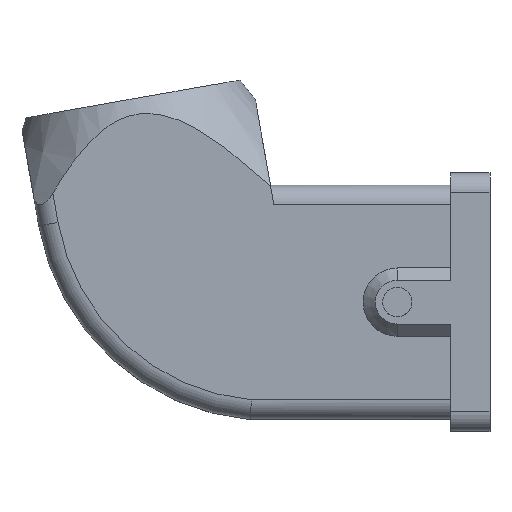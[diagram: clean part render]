
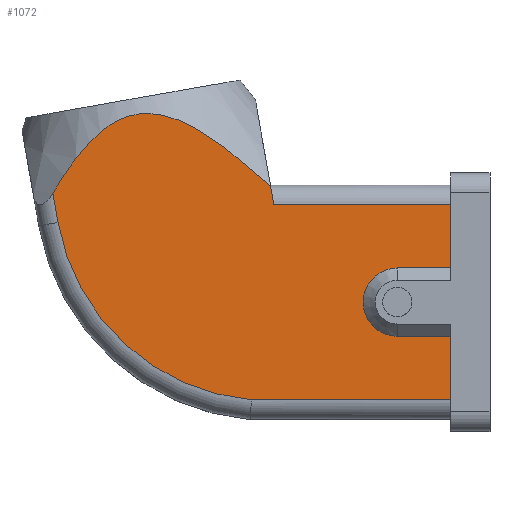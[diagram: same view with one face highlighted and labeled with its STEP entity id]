
A CAD part, top view. The second image highlights one B-rep face of the part: STEP entity #1072.
In plain terms, the highlighted planar face has unit normal (0, 0, 1).
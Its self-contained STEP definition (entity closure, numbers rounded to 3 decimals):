
#21 = CARTESIAN_POINT ( 'NONE',  ( 44., 22., 24. ) ) ;
#22 = CARTESIAN_POINT ( 'NONE',  ( 44., 15.5, 24. ) ) ;
#33 = CARTESIAN_POINT ( 'NONE',  ( 44., 8.5, 24. ) ) ;
#34 = CARTESIAN_POINT ( 'NONE',  ( 44., 2., 24. ) ) ;
#49 = CARTESIAN_POINT ( 'NONE',  ( 38.5, 15.5, 24. ) ) ;
#50 = CARTESIAN_POINT ( 'NONE',  ( 38.5, 8.5, 24. ) ) ;
#51 = CARTESIAN_POINT ( 'NONE',  ( 25.853, 22., 24. ) ) ;
#52 = CARTESIAN_POINT ( 'NONE',  ( 25.519, 23.895, 24. ) ) ;
#53 = CARTESIAN_POINT ( 'NONE',  ( 25.482, 23.888, 24. ) ) ;
#54 = CARTESIAN_POINT ( 'NONE',  ( 3.215, 23.162, 24. ) ) ;
#55 = CARTESIAN_POINT ( 'NONE',  ( 3.744, 20.164, 24. ) ) ;
#56 = CARTESIAN_POINT ( 'NONE',  ( 23.575, 1.992, 24. ) ) ;
#172 = VERTEX_POINT ( 'NONE', #21 ) ;
#173 = VERTEX_POINT ( 'NONE', #22 ) ;
#184 = VERTEX_POINT ( 'NONE', #33 ) ;
#185 = VERTEX_POINT ( 'NONE', #34 ) ;
#200 = VERTEX_POINT ( 'NONE', #49 ) ;
#201 = VERTEX_POINT ( 'NONE', #50 ) ;
#202 = VERTEX_POINT ( 'NONE', #51 ) ;
#203 = VERTEX_POINT ( 'NONE', #52 ) ;
#204 = VERTEX_POINT ( 'NONE', #53 ) ;
#205 = VERTEX_POINT ( 'NONE', #54 ) ;
#206 = VERTEX_POINT ( 'NONE', #55 ) ;
#207 = VERTEX_POINT ( 'NONE', #56 ) ;
#269 = EDGE_LOOP ( 'NONE', ( #2091, #2095, #2094, #2096, #2098, #2097, #2099, #2100, #2101, #2102, #2103, #2104 ) ) ;
#366 = VECTOR ( 'NONE', #856, 1000. ) ;
#390 = AXIS2_PLACEMENT_3D ( 'NONE', #930, #931, #932 ) ;
#424 = CIRCLE ( 'NONE', #433, 22.092 ) ;
#425 = VECTOR ( 'NONE', #1034, 1000. ) ;
#426 = CIRCLE ( 'NONE', #427, 3.5 ) ;
#427 = AXIS2_PLACEMENT_3D ( 'NONE', #1035, #1036, #1037 ) ;
#429 = VECTOR ( 'NONE', #1039, 1000. ) ;
#430 = VECTOR ( 'NONE', #1041, 1000. ) ;
#431 = VECTOR ( 'NONE', #1144, 1000. ) ;
#432 = VECTOR ( 'NONE', #1178, 1000. ) ;
#433 = AXIS2_PLACEMENT_3D ( 'NONE', #1179, #1180, #1181 ) ;
#434 = VECTOR ( 'NONE', #1183, 1000. ) ;
#435 = VECTOR ( 'NONE', #1185, 1000. ) ;
#669 = LINE ( 'NONE', #855, #366 ) ;
#694 = FACE_OUTER_BOUND ( 'NONE', #269, .T. ) ;
#711 = LINE ( 'NONE', #1033, #425 ) ;
#723 = LINE ( 'NONE', #1038, #429 ) ;
#724 = LINE ( 'NONE', #1040, #430 ) ;
#725 = LINE ( 'NONE', #1143, #431 ) ;
#726 = LINE ( 'NONE', #1177, #432 ) ;
#727 = LINE ( 'NONE', #1182, #434 ) ;
#728 = LINE ( 'NONE', #1184, #435 ) ;
#855 = CARTESIAN_POINT ( 'NONE',  ( 44., 0., 24. ) ) ;
#856 = DIRECTION ( 'NONE',  ( 0., 1., 0. ) ) ;
#929 = PLANE ( 'NONE',  #390 ) ;
#930 = CARTESIAN_POINT ( 'NONE',  ( 25.5, 24., 24. ) ) ;
#931 = DIRECTION ( 'NONE',  ( 0., 0., 1. ) ) ;
#932 = DIRECTION ( 'NONE',  ( 1., 0., 0. ) ) ;
#1033 = CARTESIAN_POINT ( 'NONE',  ( 44., 15.5, 24. ) ) ;
#1034 = DIRECTION ( 'NONE',  ( -1., 0., 0. ) ) ;
#1035 = CARTESIAN_POINT ( 'NONE',  ( 38.5, 12., 24. ) ) ;
#1036 = DIRECTION ( 'NONE',  ( 0., 0., 1. ) ) ;
#1037 = DIRECTION ( 'NONE',  ( 1., 0., 0. ) ) ;
#1038 = CARTESIAN_POINT ( 'NONE',  ( 25.5, 22., 24. ) ) ;
#1039 = DIRECTION ( 'NONE',  ( -1., 0., 0. ) ) ;
#1040 = CARTESIAN_POINT ( 'NONE',  ( 25.5, 24., 24. ) ) ;
#1041 = DIRECTION ( 'NONE',  ( -0.174, 0.985, 0. ) ) ;
#1045 = EDGE_CURVE ( 'NONE', #185, #184, #669, .T. ) ;
#1072 = ADVANCED_FACE ( 'NONE', ( #694 ), #929, .T. ) ;
#1098 = EDGE_CURVE ( 'NONE', #173, #200, #711, .T. ) ;
#1099 = EDGE_CURVE ( 'NONE', #200, #201, #426, .T. ) ;
#1100 = EDGE_CURVE ( 'NONE', #172, #202, #723, .T. ) ;
#1101 = EDGE_CURVE ( 'NONE', #202, #203, #724, .T. ) ;
#1102 = EDGE_CURVE ( 'NONE', #203, #204, #725, .T. ) ;
#1103 = EDGE_CURVE ( 'NONE', #204, #205, #2352, .T. ) ;
#1104 = EDGE_CURVE ( 'NONE', #205, #206, #726, .T. ) ;
#1105 = EDGE_CURVE ( 'NONE', #206, #207, #424, .T. ) ;
#1106 = EDGE_CURVE ( 'NONE', #207, #185, #727, .T. ) ;
#1107 = EDGE_CURVE ( 'NONE', #201, #184, #728, .T. ) ;
#1143 = CARTESIAN_POINT ( 'NONE',  ( 25.519, 23.895, 24. ) ) ;
#1144 = DIRECTION ( 'NONE',  ( -0.985, -0.174, 0. ) ) ;
#1145 = CARTESIAN_POINT ( 'NONE',  ( 25.482, 23.888, 24. ) ) ;
#1146 = CARTESIAN_POINT ( 'NONE',  ( 24.628, 24.686, 24. ) ) ;
#1147 = CARTESIAN_POINT ( 'NONE',  ( 23.757, 25.47, 24. ) ) ;
#1148 = CARTESIAN_POINT ( 'NONE',  ( 21.973, 26.976, 24. ) ) ;
#1149 = CARTESIAN_POINT ( 'NONE',  ( 21.061, 27.699, 24. ) ) ;
#1150 = CARTESIAN_POINT ( 'NONE',  ( 19.637, 28.709, 24. ) ) ;
#1151 = CARTESIAN_POINT ( 'NONE',  ( 19.153, 29.032, 24. ) ) ;
#1152 = CARTESIAN_POINT ( 'NONE',  ( 18.159, 29.643, 24. ) ) ;
#1153 = CARTESIAN_POINT ( 'NONE',  ( 17.65, 29.93, 24. ) ) ;
#1154 = CARTESIAN_POINT ( 'NONE',  ( 16.592, 30.451, 24. ) ) ;
#1155 = CARTESIAN_POINT ( 'NONE',  ( 16.047, 30.683, 24. ) ) ;
#1156 = CARTESIAN_POINT ( 'NONE',  ( 14.935, 31.054, 24. ) ) ;
#1157 = CARTESIAN_POINT ( 'NONE',  ( 14.365, 31.195, 24. ) ) ;
#1158 = CARTESIAN_POINT ( 'NONE',  ( 13.185, 31.346, 24. ) ) ;
#1159 = CARTESIAN_POINT ( 'NONE',  ( 12.599, 31.351, 24. ) ) ;
#1160 = CARTESIAN_POINT ( 'NONE',  ( 11.723, 31.239, 24. ) ) ;
#1161 = CARTESIAN_POINT ( 'NONE',  ( 11.43, 31.18, 24. ) ) ;
#1162 = CARTESIAN_POINT ( 'NONE',  ( 10.859, 31.025, 24. ) ) ;
#1163 = CARTESIAN_POINT ( 'NONE',  ( 10.581, 30.929, 24. ) ) ;
#1164 = CARTESIAN_POINT ( 'NONE',  ( 10.039, 30.703, 24. ) ) ;
#1165 = CARTESIAN_POINT ( 'NONE',  ( 9.775, 30.573, 24. ) ) ;
#1166 = CARTESIAN_POINT ( 'NONE',  ( 9.26, 30.283, 24. ) ) ;
#1167 = CARTESIAN_POINT ( 'NONE',  ( 9.008, 30.123, 24. ) ) ;
#1168 = CARTESIAN_POINT ( 'NONE',  ( 8.285, 29.614, 24. ) ) ;
#1169 = CARTESIAN_POINT ( 'NONE',  ( 7.836, 29.233, 24. ) ) ;
#1170 = CARTESIAN_POINT ( 'NONE',  ( 6.987, 28.414, 24. ) ) ;
#1171 = CARTESIAN_POINT ( 'NONE',  ( 6.587, 27.976, 24. ) ) ;
#1172 = CARTESIAN_POINT ( 'NONE',  ( 5.83, 27.074, 24. ) ) ;
#1173 = CARTESIAN_POINT ( 'NONE',  ( 5.472, 26.607, 24. ) ) ;
#1174 = CARTESIAN_POINT ( 'NONE',  ( 4.442, 25.176, 24. ) ) ;
#1175 = CARTESIAN_POINT ( 'NONE',  ( 3.811, 24.177, 24. ) ) ;
#1176 = CARTESIAN_POINT ( 'NONE',  ( 3.215, 23.162, 24. ) ) ;
#1177 = CARTESIAN_POINT ( 'NONE',  ( 3.744, 20.164, 24. ) ) ;
#1178 = DIRECTION ( 'NONE',  ( 0.174, -0.985, 0. ) ) ;
#1179 = CARTESIAN_POINT ( 'NONE',  ( 25.5, 24., 24. ) ) ;
#1180 = DIRECTION ( 'NONE',  ( 0., 0., 1. ) ) ;
#1181 = DIRECTION ( 'NONE',  ( 1., 0., 0. ) ) ;
#1182 = CARTESIAN_POINT ( 'NONE',  ( 23.4, 2., 24. ) ) ;
#1183 = DIRECTION ( 'NONE',  ( 1., 0., 0. ) ) ;
#1184 = CARTESIAN_POINT ( 'NONE',  ( 44., 8.5, 24. ) ) ;
#1185 = DIRECTION ( 'NONE',  ( 1., 0., 0. ) ) ;
#1473 = EDGE_CURVE ( 'NONE', #173, #172, #2305, .T. ) ;
#1654 = CARTESIAN_POINT ( 'NONE',  ( 44., 0., 24. ) ) ;
#1655 = DIRECTION ( 'NONE',  ( 0., 1., 0. ) ) ;
#1831 = VECTOR ( 'NONE', #1655, 1000. ) ;
#2091 = ORIENTED_EDGE ( 'NONE', *, *, #1099, .F. ) ;
#2094 = ORIENTED_EDGE ( 'NONE', *, *, #1473, .T. ) ;
#2095 = ORIENTED_EDGE ( 'NONE', *, *, #1098, .F. ) ;
#2096 = ORIENTED_EDGE ( 'NONE', *, *, #1100, .T. ) ;
#2097 = ORIENTED_EDGE ( 'NONE', *, *, #1102, .T. ) ;
#2098 = ORIENTED_EDGE ( 'NONE', *, *, #1101, .T. ) ;
#2099 = ORIENTED_EDGE ( 'NONE', *, *, #1103, .T. ) ;
#2100 = ORIENTED_EDGE ( 'NONE', *, *, #1104, .T. ) ;
#2101 = ORIENTED_EDGE ( 'NONE', *, *, #1105, .T. ) ;
#2102 = ORIENTED_EDGE ( 'NONE', *, *, #1106, .T. ) ;
#2103 = ORIENTED_EDGE ( 'NONE', *, *, #1045, .T. ) ;
#2104 = ORIENTED_EDGE ( 'NONE', *, *, #1107, .F. ) ;
#2305 = LINE ( 'NONE', #1654, #1831 ) ;
#2352 = B_SPLINE_CURVE_WITH_KNOTS ( 'NONE', 3,
 ( #1145, #1146, #1147, #1148, #1149, #1150, #1151, #1152, #1153, #1154, #1155, #1156, #1157, #1158, #1159, #1160, #1161, #1162, #1163, #1164, #1165, #1166, #1167, #1168, #1169, #1170, #1171, #1172, #1173, #1174, #1175, #1176 ),
 .UNSPECIFIED., .F., .F.,
 ( 4, 2, 2, 2, 2, 2, 2, 2, 2, 2, 2, 2, 2, 2, 2, 4 ),
 ( 0.031, 0.035, 0.038, 0.04, 0.042, 0.043, 0.045, 0.047, 0.048, 0.049, 0.049, 0.05, 0.052, 0.054, 0.056, 0.059 ),
 .UNSPECIFIED. ) ;
